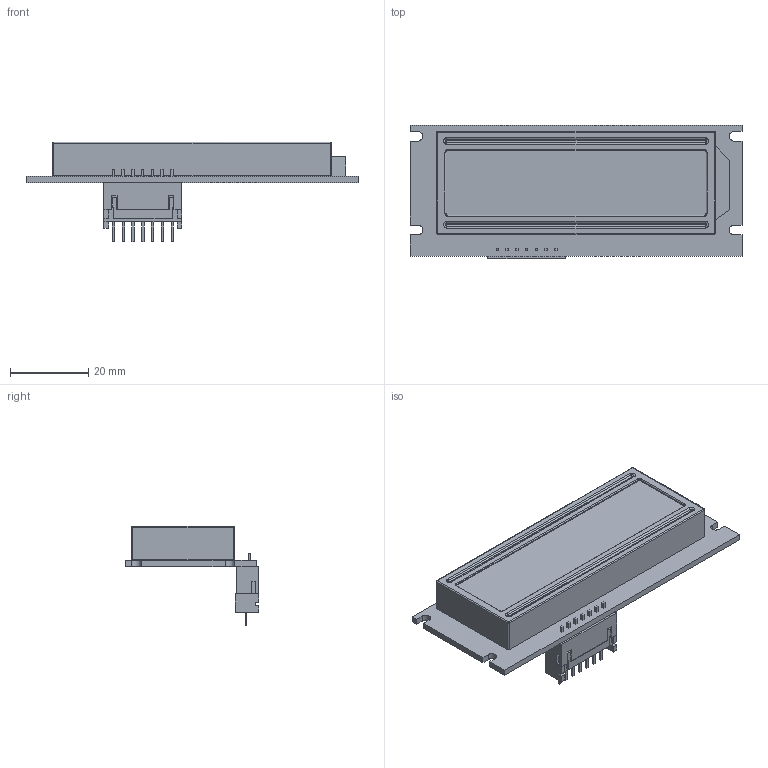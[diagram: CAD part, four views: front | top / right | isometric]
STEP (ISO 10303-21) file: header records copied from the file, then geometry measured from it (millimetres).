
FILE_DESCRIPTION(('FreeCAD Model'),'2;1');
FILE_NAME('ACM1602NI-FLW-FBW-M01_JQ.step', '2015-12-12T18:39:27',('Author'),(''), 'Open CASCADE STEP processor 6.8','FreeCAD','Unknown');
FILE_SCHEMA(('AUTOMOTIVE_DESIGN_CC2 { 1 2 10303 214 -1 1 5 4 }'));
Length unit declared in the file: millimetre
Products named in the file (3): Fusion; 07JQ-BT; B7B-XH-A
Bounding box: 85 x 34.12 x 25.45 mm (x, y, z)
Volume: 10130.3 mm3; surface area: 14754.6 mm2
Topology: 3 solids, 3 shells, 302 faces, 757 edges, 481 vertices
Faces by surface type: plane 248, cylinder 28, sphere 18, bspline 8
Entity records: 25190 total; most frequent: CARTESIAN_POINT 8243, DIRECTION 2615, LINE 1905, VECTOR 1905, ORIENTED_EDGE 1486, PCURVE 1486, DEFINITIONAL_REPRESENTATION 1486, EDGE_CURVE 743
